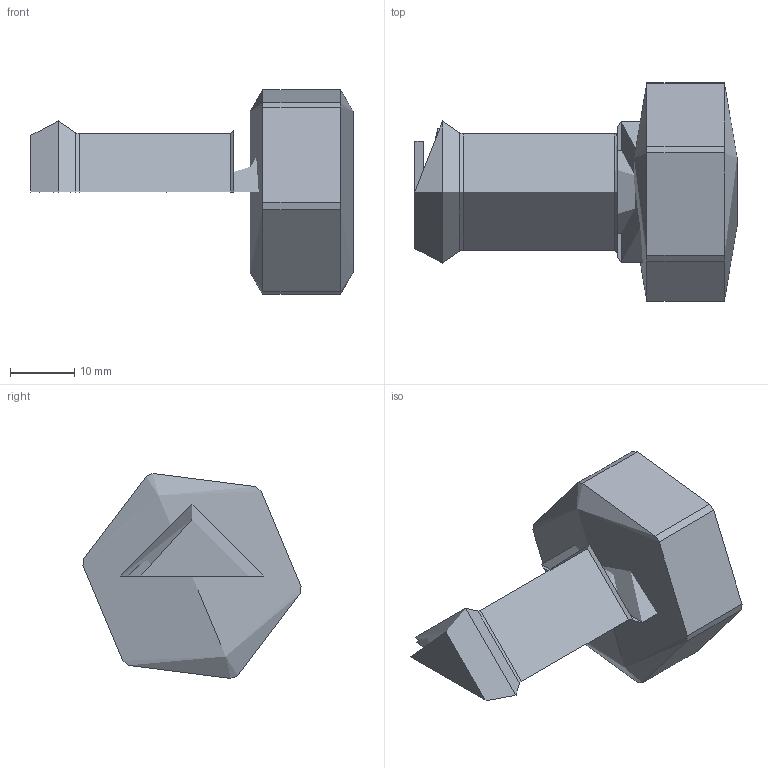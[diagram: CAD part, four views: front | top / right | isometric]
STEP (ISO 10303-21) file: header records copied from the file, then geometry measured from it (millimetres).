
FILE_DESCRIPTION(('FreeCAD Model'),'2;1');
FILE_NAME('Open CASCADE Shape Model','2025-10-20T14:59:50',('Author'),( ''),'Open CASCADE STEP processor 7.8','FreeCAD','Unknown');
FILE_SCHEMA(('AUTOMOTIVE_DESIGN { 1 0 10303 214 1 1 1 1 }'));
Length unit declared in the file: millimetre
Products named in the file (9): Unnamed59; COMPOUND; COMPOUND001; X-Achse; XY-Ebene; COMPOUND002; COMPOUND003; COMPOUND004; COMPOUND005
Assembly tree (27 placements, depth 3):
  Unnamed59
    COMPOUND
    COMPOUND001
      COMPOUND
    X-Achse  x9
    XY-Ebene  x9
    COMPOUND002
    COMPOUND003
      COMPOUND002
    COMPOUND004
    COMPOUND005
      COMPOUND004
Bounding box: 50 x 33.85 x 31.79 mm (x, y, z)
Volume: 20846.8 mm3; surface area: 19322.2 mm2
Topology: 6 solids, 6 shells, 96 faces, 289 edges, 204 vertices
Faces by surface type: bspline 96
Entity records: 2464 total; most frequent: CARTESIAN_POINT 1407, ORIENTED_EDGE 280, EDGE_CURVE 140, VERTEX_POINT 102, DIRECTION 57, FACE_BOUND 56, EDGE_LOOP 56, ADVANCED_FACE 48
